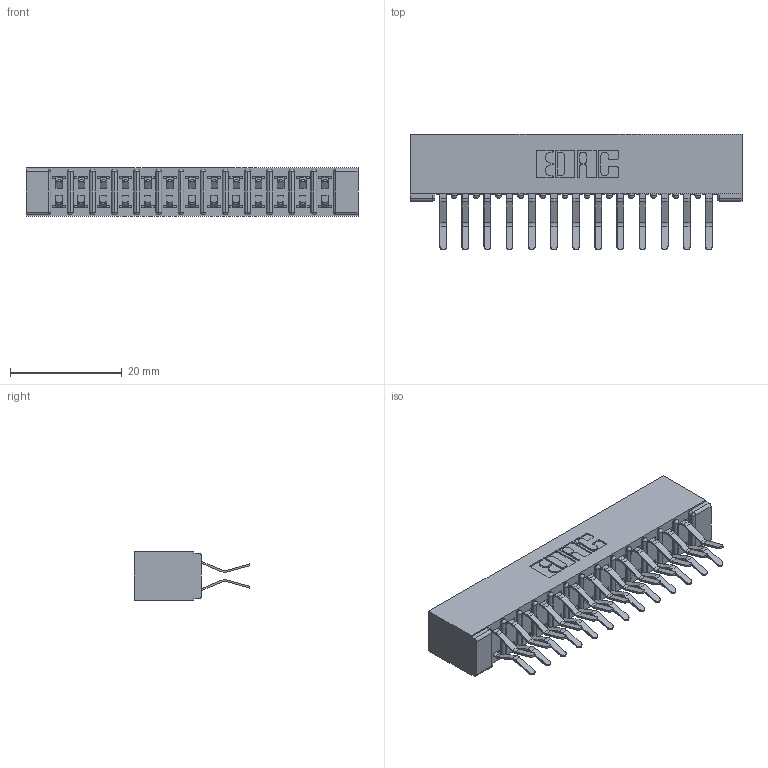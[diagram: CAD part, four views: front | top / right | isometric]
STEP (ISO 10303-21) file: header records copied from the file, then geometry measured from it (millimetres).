
FILE_DESCRIPTION (( 'STEP AP203' ), '1' );
FILE_NAME ('307-026-460-201.STEP', '2020-09-29T07:12:52', ( '' ), ( '' ), 'SwSTEP 2.0', 'SolidWorks 2020', '' );
FILE_SCHEMA (( 'CONFIG_CONTROL_DESIGN' ));
Length unit declared in the file: inch
Products named in the file (3): 307-026-460-201; 307-290-001_560; 307 Part_No Mounting Lugs
Assembly tree (27 placements, depth 2):
  307-026-460-201
    307 Part_No Mounting Lugs
    307-290-001_560  x26
Bounding box: 59.39 x 20.73 x 8.71 mm (x, y, z)
Volume: 4151 mm3; surface area: 7529.8 mm2
Topology: 27 solids, 27 shells, 1424 faces, 3991 edges, 2586 vertices
Faces by surface type: plane 924, cylinder 472, sphere 28
Entity records: 14962 total; most frequent: CARTESIAN_POINT 2453, ORIENTED_EDGE 2426, DIRECTION 2415, EDGE_CURVE 1213, LINE 919, VECTOR 919, VERTEX_POINT 786, AXIS2_PLACEMENT_3D 748
